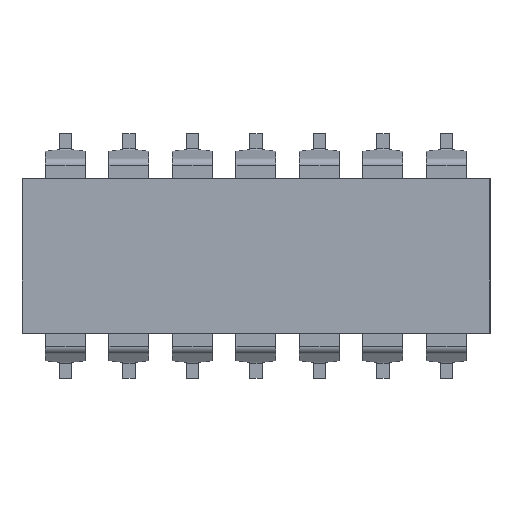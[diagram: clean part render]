
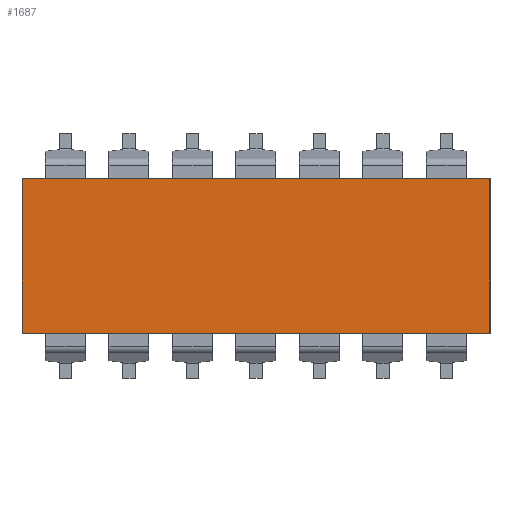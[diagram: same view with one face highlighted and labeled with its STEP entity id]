
A CAD part, top view. The second image highlights one B-rep face of the part: STEP entity #1687.
In plain terms, the highlighted planar face has unit normal (0, 0, 1).
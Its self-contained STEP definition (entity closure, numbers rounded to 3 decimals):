
#1687 = ADVANCED_FACE( '', ( #3261 ), #3262, .T. );
#3261 = FACE_OUTER_BOUND( '', #4859, .T. );
#3262 = PLANE( '', #4860 );
#4859 = EDGE_LOOP( '', ( #9198, #9199, #9200, #9201 ) );
#4860 = AXIS2_PLACEMENT_3D( '', #9202, #9203, #9204 );
#9198 = ORIENTED_EDGE( '', *, *, #11693, .T. );
#9199 = ORIENTED_EDGE( '', *, *, #10127, .T. );
#9200 = ORIENTED_EDGE( '', *, *, #10091, .T. );
#9201 = ORIENTED_EDGE( '', *, *, #10566, .T. );
#9202 = CARTESIAN_POINT( '', ( 0., 0., 0. ) );
#9203 = DIRECTION( '', ( 0., 0., 1. ) );
#9204 = DIRECTION( '', ( 1., 0., 0. ) );
#10091 = EDGE_CURVE( '', #11997, #11998, #11999, .T. );
#10127 = EDGE_CURVE( '', #12059, #11997, #12060, .T. );
#10566 = EDGE_CURVE( '', #11998, #12802, #12803, .T. );
#11693 = EDGE_CURVE( '', #12802, #12059, #14370, .T. );
#11997 = VERTEX_POINT( '', #14815 );
#11998 = VERTEX_POINT( '', #14816 );
#11999 = LINE( '', #14817, #14818 );
#12059 = VERTEX_POINT( '', #14903 );
#12060 = LINE( '', #14904, #14905 );
#12802 = VERTEX_POINT( '', #16106 );
#12803 = LINE( '', #16107, #16108 );
#14370 = LINE( '', #18930, #18931 );
#14815 = CARTESIAN_POINT( '', ( 9.36, -3.1, 0. ) );
#14816 = CARTESIAN_POINT( '', ( 9.36, 3.1, 0. ) );
#14817 = CARTESIAN_POINT( '', ( 9.36, -3.1, 0. ) );
#14818 = VECTOR( '', #19190, 1000. );
#14903 = CARTESIAN_POINT( '', ( -9.36, -3.1, 0. ) );
#14904 = CARTESIAN_POINT( '', ( -9.36, -3.1, 0. ) );
#14905 = VECTOR( '', #19222, 1000. );
#16106 = CARTESIAN_POINT( '', ( -9.36, 3.1, 0. ) );
#16107 = CARTESIAN_POINT( '', ( 9.36, 3.1, 0. ) );
#16108 = VECTOR( '', #19604, 1000. );
#18930 = CARTESIAN_POINT( '', ( -9.36, 3.1, 0. ) );
#18931 = VECTOR( '', #20411, 1000. );
#19190 = DIRECTION( '', ( 0., 1., 0. ) );
#19222 = DIRECTION( '', ( 1., 0., 0. ) );
#19604 = DIRECTION( '', ( -1., 0., 0. ) );
#20411 = DIRECTION( '', ( 0., -1., 0. ) );
